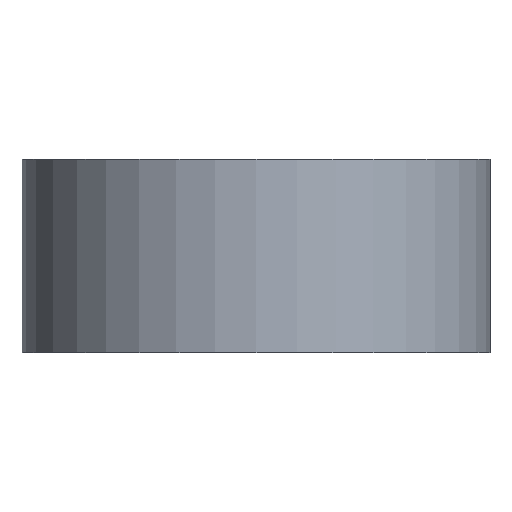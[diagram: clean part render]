
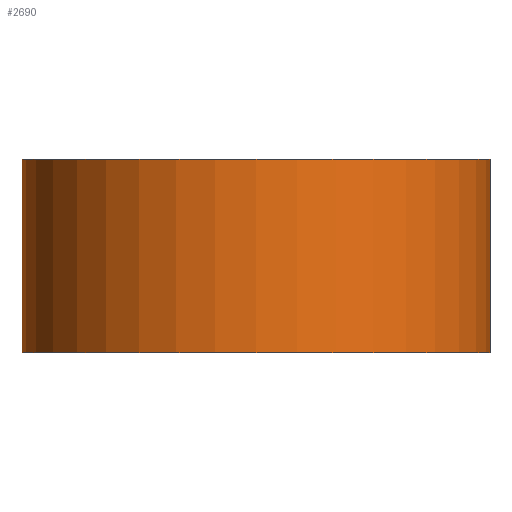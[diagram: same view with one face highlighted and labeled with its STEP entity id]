
A CAD part, front view. The second image highlights one B-rep face of the part: STEP entity #2690.
In plain terms, the highlighted cylindrical face has radius 24.5 mm (diameter 49 mm), a partial arc.
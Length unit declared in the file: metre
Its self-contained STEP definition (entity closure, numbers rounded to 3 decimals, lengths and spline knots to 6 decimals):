
#91=CIRCLE('',#2926,0.0245);
#92=CIRCLE('',#2927,0.0245);
#162=CYLINDRICAL_SURFACE('',#2925,0.0245);
#491=ORIENTED_EDGE('',*,*,#1212,.F.);
#492=ORIENTED_EDGE('',*,*,#1232,.F.);
#493=ORIENTED_EDGE('',*,*,#1229,.T.);
#494=ORIENTED_EDGE('',*,*,#1233,.T.);
#1212=EDGE_CURVE('',#1568,#1569,#1801,.T.);
#1229=EDGE_CURVE('',#1581,#1582,#1816,.T.);
#1232=EDGE_CURVE('',#1581,#1568,#91,.T.);
#1233=EDGE_CURVE('',#1582,#1569,#92,.T.);
#1568=VERTEX_POINT('',#4373);
#1569=VERTEX_POINT('',#4375);
#1581=VERTEX_POINT('',#4406);
#1582=VERTEX_POINT('',#4407);
#1801=LINE('',#4374,#2057);
#1816=LINE('',#4405,#2072);
#2057=VECTOR('',#3444,1.);
#2072=VECTOR('',#3467,1.);
#2224=EDGE_LOOP('',(#491,#492,#493,#494));
#2418=FACE_BOUND('',#2224,.T.);
#2690=ADVANCED_FACE('',(#2418),#162,.T.);
#2925=AXIS2_PLACEMENT_3D('',#4410,#3470,#3471);
#2926=AXIS2_PLACEMENT_3D('',#4411,#3472,#3473);
#2927=AXIS2_PLACEMENT_3D('',#4412,#3474,#3475);
#3444=DIRECTION('',(0.,0.,-1.));
#3467=DIRECTION('',(0.,0.,-1.));
#3470=DIRECTION('',(0.,0.,-1.));
#3471=DIRECTION('',(-1.,0.,0.));
#3472=DIRECTION('',(0.,0.,1.));
#3473=DIRECTION('',(1.,0.,0.));
#3474=DIRECTION('',(0.,0.,1.));
#3475=DIRECTION('',(1.,0.,0.));
#4373=CARTESIAN_POINT('',(0.0245,-0.047284,0.0103));
#4374=CARTESIAN_POINT('',(0.0245,-0.047284,0.002));
#4375=CARTESIAN_POINT('',(0.0245,-0.047284,-0.01));
#4405=CARTESIAN_POINT('',(-0.0245,-0.047284,0.002));
#4406=CARTESIAN_POINT('',(-0.0245,-0.047284,0.0103));
#4407=CARTESIAN_POINT('',(-0.0245,-0.047284,-0.01));
#4410=CARTESIAN_POINT('',(0.,-0.047284,0.002));
#4411=CARTESIAN_POINT('',(0.,-0.047284,0.0103));
#4412=CARTESIAN_POINT('',(0.,-0.047284,-0.01));
